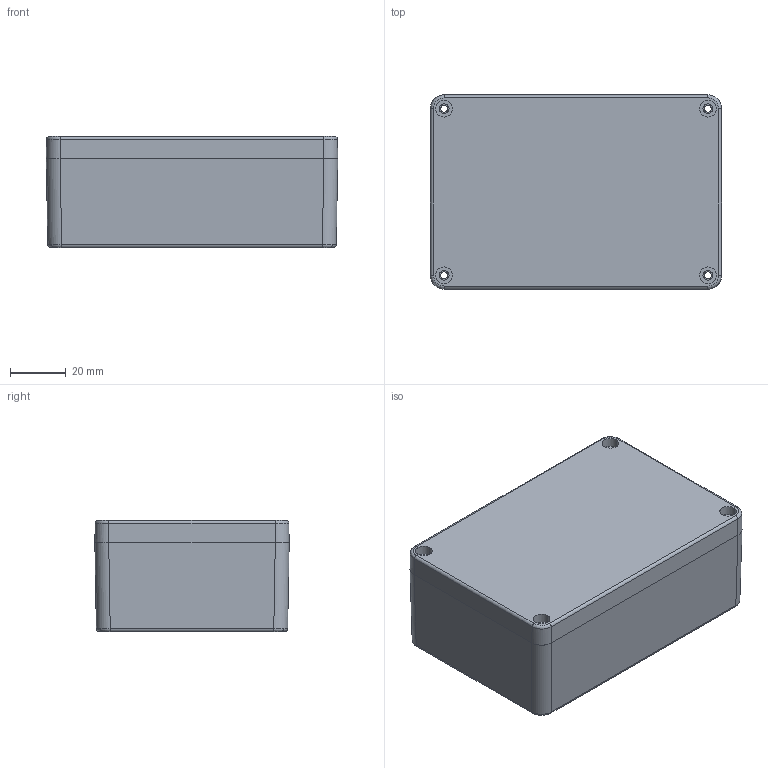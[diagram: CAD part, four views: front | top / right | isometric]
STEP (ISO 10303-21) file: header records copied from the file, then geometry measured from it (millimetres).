
FILE_DESCRIPTION (( 'STEP AP203' ), '1' );
FILE_NAME ('KM-276.STEP', '2024-07-02T09:17:44', ( '' ), ( '' ), 'SwSTEP 2.0', 'SolidWorks 2013', '' );
FILE_SCHEMA (( 'CONFIG_CONTROL_DESIGN' ));
Length unit declared in the file: millimetre
Products named in the file (3): KM-276; pokrywa_Domy˜lna; korpus_Domy˜lna
Assembly tree (2 placements, depth 2):
  KM-276
    korpus_Domy˜lna
    pokrywa_Domy˜lna
Bounding box: 105 x 70 x 40 mm (x, y, z)
Volume: 83009.7 mm3; surface area: 59876.4 mm2
Topology: 2 solids, 2 shells, 269 faces, 716 edges, 476 vertices
Faces by surface type: plane 109, cylinder 80, bspline 64, cone 16
Entity records: 11011 total; most frequent: CARTESIAN_POINT 4474, ORIENTED_EDGE 1432, DIRECTION 1076, EDGE_CURVE 716, VERTEX_POINT 476, LINE 376, VECTOR 376, AXIS2_PLACEMENT_3D 350
